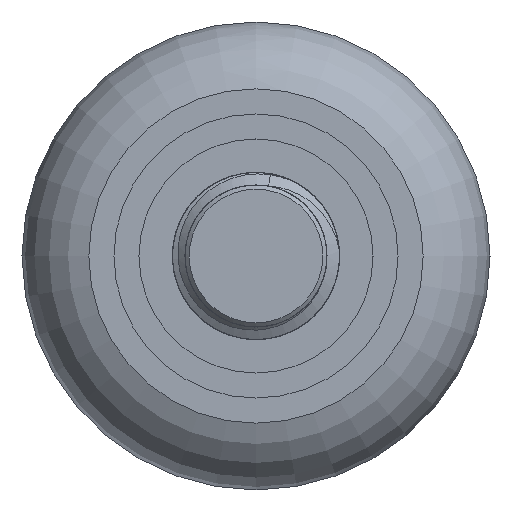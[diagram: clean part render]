
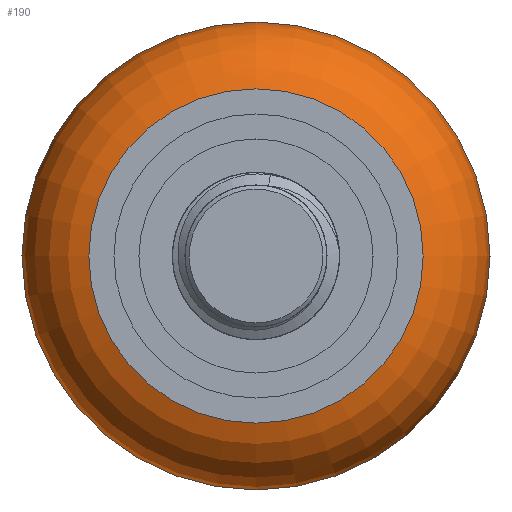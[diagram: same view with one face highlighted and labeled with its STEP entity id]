
A CAD part, left-side view. The second image highlights one B-rep face of the part: STEP entity #190.
In plain terms, the highlighted toroidal (fillet/blend) face has major radius 8.6 mm and minor radius 5.4 mm.
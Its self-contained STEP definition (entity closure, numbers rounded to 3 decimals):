
#145=TOROIDAL_SURFACE('',#456,8.6,5.4);
#170=FACE_BOUND('',#247,.T.);
#171=FACE_BOUND('',#248,.T.);
#190=ADVANCED_FACE('',(#170,#171),#145,.T.);
#247=EDGE_LOOP('',(#287));
#248=EDGE_LOOP('',(#288));
#287=ORIENTED_EDGE('',*,*,#387,.T.);
#288=ORIENTED_EDGE('',*,*,#388,.F.);
#357=VERTEX_POINT('',#612);
#358=VERTEX_POINT('',#615);
#387=EDGE_CURVE('',#357,#357,#425,.T.);
#388=EDGE_CURVE('',#358,#358,#426,.T.);
#425=CIRCLE('',#453,14.);
#426=CIRCLE('',#455,8.5);
#453=AXIS2_PLACEMENT_3D('',#611,#515,#516);
#455=AXIS2_PLACEMENT_3D('',#614,#519,#520);
#456=AXIS2_PLACEMENT_3D('',#616,#521,#522);
#515=DIRECTION('',(-1.,0.,0.));
#516=DIRECTION('',(0.,0.,1.));
#519=DIRECTION('',(-1.,0.,0.));
#520=DIRECTION('',(0.,0.,1.));
#521=DIRECTION('',(-1.,0.,0.));
#522=DIRECTION('',(0.,0.,1.));
#611=CARTESIAN_POINT('',(7.999,0.,0.));
#612=CARTESIAN_POINT('',(7.999,0.,14.));
#614=CARTESIAN_POINT('',(2.6,0.,0.));
#615=CARTESIAN_POINT('',(2.6,0.,8.5));
#616=CARTESIAN_POINT('',(7.999,0.,0.));
